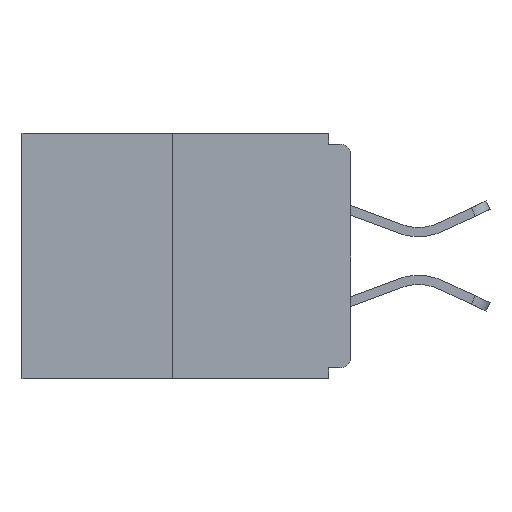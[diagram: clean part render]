
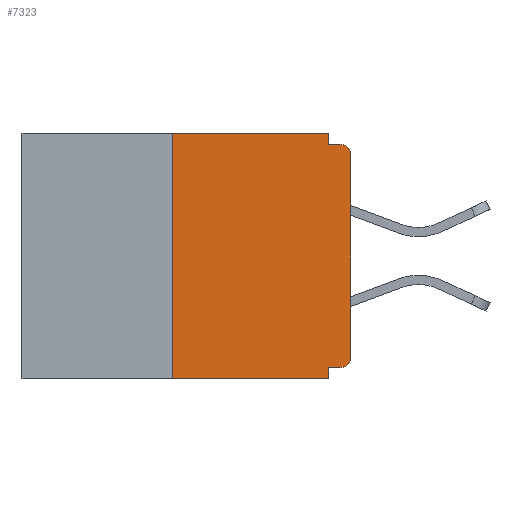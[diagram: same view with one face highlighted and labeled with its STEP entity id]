
A CAD part, left-side view. The second image highlights one B-rep face of the part: STEP entity #7323.
In plain terms, the highlighted planar face has unit normal (-1, 0, 0).
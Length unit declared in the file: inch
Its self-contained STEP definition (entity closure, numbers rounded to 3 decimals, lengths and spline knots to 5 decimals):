
#86 = ORIENTED_EDGE ( 'NONE', *, *, #10091, .F. ) ;
#235 = CARTESIAN_POINT ( 'NONE',  ( 0., 0.031, -0.328 ) ) ;
#658 = VERTEX_POINT ( 'NONE', #8956 ) ;
#909 = DIRECTION ( 'NONE',  ( 0., 0., -1. ) ) ;
#1038 = CARTESIAN_POINT ( 'NONE',  ( 0., 0.015, -0.313 ) ) ;
#1073 = ORIENTED_EDGE ( 'NONE', *, *, #8786, .T. ) ;
#1106 = CARTESIAN_POINT ( 'NONE',  ( 0., 0.015, -0.015 ) ) ;
#1197 = DIRECTION ( 'NONE',  ( -1., 0., 0. ) ) ;
#1389 = CARTESIAN_POINT ( 'NONE',  ( 0., 0., -0.328 ) ) ;
#1520 = ORIENTED_EDGE ( 'NONE', *, *, #1728, .F. ) ;
#1546 = VERTEX_POINT ( 'NONE', #6944 ) ;
#1568 = LINE ( 'NONE', #3702, #3673 ) ;
#1640 = DIRECTION ( 'NONE',  ( 0., 0., 1. ) ) ;
#1665 = LINE ( 'NONE', #2562, #1703 ) ;
#1703 = VECTOR ( 'NONE', #7307, 39.37008 ) ;
#1728 = EDGE_CURVE ( 'NONE', #658, #6866, #4895, .T. ) ;
#1747 = ORIENTED_EDGE ( 'NONE', *, *, #7174, .F. ) ;
#1760 = VERTEX_POINT ( 'NONE', #12420 ) ;
#1861 = PLANE ( 'NONE',  #7418 ) ;
#1921 = DIRECTION ( 'NONE',  ( 1., 0., 0. ) ) ;
#2271 = EDGE_CURVE ( 'NONE', #8007, #3515, #2795, .T. ) ;
#2528 = EDGE_CURVE ( 'NONE', #1760, #1546, #3671, .T. ) ;
#2562 = CARTESIAN_POINT ( 'NONE',  ( 0., 0.25, 0. ) ) ;
#2736 = CIRCLE ( 'NONE', #7812, 0.015 ) ;
#2795 = LINE ( 'NONE', #2862, #2929 ) ;
#2862 = CARTESIAN_POINT ( 'NONE',  ( 0., 0.46, -0.343 ) ) ;
#2929 = VECTOR ( 'NONE', #6652, 39.37008 ) ;
#3350 = CARTESIAN_POINT ( 'NONE',  ( 0., 0.031, -0.015 ) ) ;
#3515 = VERTEX_POINT ( 'NONE', #8630 ) ;
#3671 = CIRCLE ( 'NONE', #10333, 0.015 ) ;
#3673 = VECTOR ( 'NONE', #5352, 39.37008 ) ;
#3702 = CARTESIAN_POINT ( 'NONE',  ( 0., 0.031, 0. ) ) ;
#4051 = EDGE_CURVE ( 'NONE', #6688, #10408, #12395, .T. ) ;
#4895 = LINE ( 'NONE', #11410, #7105 ) ;
#4964 = ORIENTED_EDGE ( 'NONE', *, *, #6186, .T. ) ;
#5114 = EDGE_CURVE ( 'NONE', #8007, #658, #1665, .T. ) ;
#5352 = DIRECTION ( 'NONE',  ( 0., 0., -1. ) ) ;
#5492 = CARTESIAN_POINT ( 'NONE',  ( 0., 0., 0. ) ) ;
#5590 = VECTOR ( 'NONE', #7315, 39.37008 ) ;
#5711 = CARTESIAN_POINT ( 'NONE',  ( 0., 0.46, 0. ) ) ;
#5796 = ORIENTED_EDGE ( 'NONE', *, *, #2271, .T. ) ;
#6186 = EDGE_CURVE ( 'NONE', #1546, #6282, #10308, .T. ) ;
#6239 = VERTEX_POINT ( 'NONE', #235 ) ;
#6248 = DIRECTION ( 'NONE',  ( 0., 0., -1. ) ) ;
#6282 = VERTEX_POINT ( 'NONE', #8080 ) ;
#6293 = LINE ( 'NONE', #6423, #5590 ) ;
#6423 = CARTESIAN_POINT ( 'NONE',  ( 0., 0.031, -0.343 ) ) ;
#6645 = DIRECTION ( 'NONE',  ( 0., -1., 0. ) ) ;
#6652 = DIRECTION ( 'NONE',  ( 0., -1., 0. ) ) ;
#6688 = VERTEX_POINT ( 'NONE', #3350 ) ;
#6743 = ORIENTED_EDGE ( 'NONE', *, *, #2528, .T. ) ;
#6866 = VERTEX_POINT ( 'NONE', #8465 ) ;
#6944 = CARTESIAN_POINT ( 'NONE',  ( 0., 0., -0.313 ) ) ;
#7071 = LINE ( 'NONE', #1389, #9157 ) ;
#7105 = VECTOR ( 'NONE', #12359, 39.37008 ) ;
#7174 = EDGE_CURVE ( 'NONE', #6239, #3515, #6293, .T. ) ;
#7307 = DIRECTION ( 'NONE',  ( 0., 0., 1. ) ) ;
#7315 = DIRECTION ( 'NONE',  ( 0., 0., -1. ) ) ;
#7323 = ADVANCED_FACE ( 'NONE', ( #10522 ), #1861, .F. ) ;
#7418 = AXIS2_PLACEMENT_3D ( 'NONE', #5711, #1921, #909 ) ;
#7812 = AXIS2_PLACEMENT_3D ( 'NONE', #8030, #1197, #6248 ) ;
#8007 = VERTEX_POINT ( 'NONE', #12313 ) ;
#8030 = CARTESIAN_POINT ( 'NONE',  ( 0., 0.015, -0.03 ) ) ;
#8080 = CARTESIAN_POINT ( 'NONE',  ( 0., 0., -0.03 ) ) ;
#8465 = CARTESIAN_POINT ( 'NONE',  ( 0., 0.031, 0. ) ) ;
#8630 = CARTESIAN_POINT ( 'NONE',  ( 0., 0.031, -0.343 ) ) ;
#8786 = EDGE_CURVE ( 'NONE', #6282, #10408, #2736, .T. ) ;
#8855 = VECTOR ( 'NONE', #1640, 39.37008 ) ;
#8956 = CARTESIAN_POINT ( 'NONE',  ( 0., 0.25, 0. ) ) ;
#8979 = DIRECTION ( 'NONE',  ( 0., 1., 0. ) ) ;
#9013 = EDGE_CURVE ( 'NONE', #6866, #6688, #1568, .T. ) ;
#9157 = VECTOR ( 'NONE', #8979, 39.37008 ) ;
#9460 = DIRECTION ( 'NONE',  ( -1., 0., 0. ) ) ;
#9587 = ORIENTED_EDGE ( 'NONE', *, *, #5114, .F. ) ;
#9694 = ORIENTED_EDGE ( 'NONE', *, *, #4051, .F. ) ;
#9727 = ORIENTED_EDGE ( 'NONE', *, *, #9013, .F. ) ;
#10091 = EDGE_CURVE ( 'NONE', #1760, #6239, #7071, .T. ) ;
#10124 = VECTOR ( 'NONE', #6645, 39.37008 ) ;
#10248 = EDGE_LOOP ( 'NONE', ( #1520, #9587, #5796, #1747, #86, #6743, #4964, #1073, #9694, #9727 ) ) ;
#10308 = LINE ( 'NONE', #5492, #8855 ) ;
#10333 = AXIS2_PLACEMENT_3D ( 'NONE', #1038, #9460, #12357 ) ;
#10408 = VERTEX_POINT ( 'NONE', #1106 ) ;
#10522 = FACE_OUTER_BOUND ( 'NONE', #10248, .T. ) ;
#11410 = CARTESIAN_POINT ( 'NONE',  ( 0., 0.46, 0. ) ) ;
#12281 = CARTESIAN_POINT ( 'NONE',  ( 0., 0., -0.015 ) ) ;
#12313 = CARTESIAN_POINT ( 'NONE',  ( 0., 0.25, -0.343 ) ) ;
#12357 = DIRECTION ( 'NONE',  ( 0., 0., -1. ) ) ;
#12359 = DIRECTION ( 'NONE',  ( 0., -1., 0. ) ) ;
#12395 = LINE ( 'NONE', #12281, #10124 ) ;
#12420 = CARTESIAN_POINT ( 'NONE',  ( 0., 0.015, -0.328 ) ) ;
